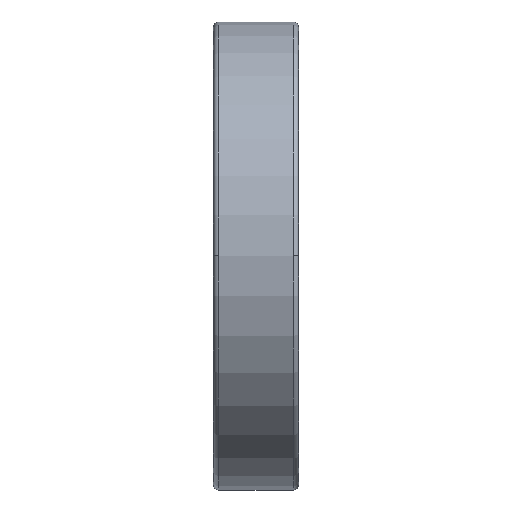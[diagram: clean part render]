
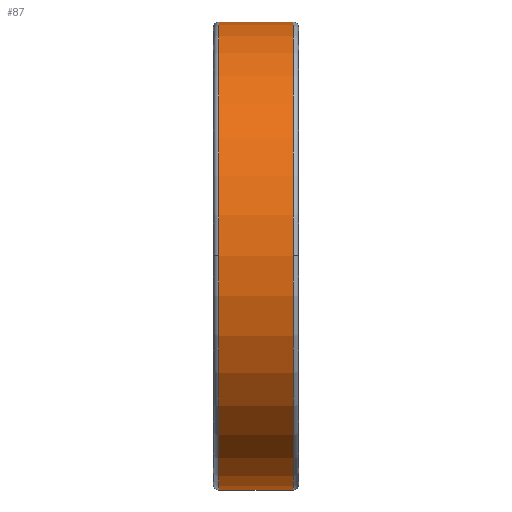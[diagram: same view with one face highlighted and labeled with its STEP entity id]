
A CAD part, top view. The second image highlights one B-rep face of the part: STEP entity #87.
In plain terms, the highlighted cylindrical face has radius 27.5 mm (diameter 55 mm), a partial arc.
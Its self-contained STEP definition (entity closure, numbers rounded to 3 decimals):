
#87=ADVANCED_FACE('',(#257),#258,.T.);
#257=FACE_OUTER_BOUND('',#617,.T.);
#258=CYLINDRICAL_SURFACE('',#618,27.5);
#617=EDGE_LOOP('',(#1031,#1032,#1033,#1034,#1035,#1036));
#618=AXIS2_PLACEMENT_3D('',#1037,#1038,#1039);
#1031=ORIENTED_EDGE('',*,*,#2171,.F.);
#1032=ORIENTED_EDGE('',*,*,#2172,.T.);
#1033=ORIENTED_EDGE('',*,*,#2173,.T.);
#1034=ORIENTED_EDGE('',*,*,#2174,.F.);
#1035=ORIENTED_EDGE('',*,*,#2175,.F.);
#1036=ORIENTED_EDGE('',*,*,#2168,.F.);
#1037=CARTESIAN_POINT('',(5.0,0.0,0.0));
#1038=DIRECTION('',(-1.0,0.0,0.0));
#1039=DIRECTION('',(0.0,1.0,0.0));
#2168=EDGE_CURVE('',#2540,#2542,#2543,.T.);
#2171=EDGE_CURVE('',#2547,#2540,#2548,.T.);
#2172=EDGE_CURVE('',#2547,#2549,#2550,.T.);
#2173=EDGE_CURVE('',#2549,#2551,#2552,.T.);
#2174=EDGE_CURVE('',#2553,#2551,#2554,.T.);
#2175=EDGE_CURVE('',#2542,#2553,#2555,.T.);
#2540=VERTEX_POINT('',#3118);
#2542=VERTEX_POINT('',#3120);
#2543=CIRCLE('',#3121,27.5);
#2547=VERTEX_POINT('',#3125);
#2548=LINE('',#3126,#3127);
#2549=VERTEX_POINT('',#3128);
#2550=CIRCLE('',#3129,27.5);
#2551=VERTEX_POINT('',#3130);
#2552=CIRCLE('',#3131,27.5);
#2553=VERTEX_POINT('',#3132);
#2554=LINE('',#3133,#3134);
#2555=CIRCLE('',#3135,27.5);
#3118=CARTESIAN_POINT('',(9.4,27.5,0.0));
#3120=CARTESIAN_POINT('',(9.4,0.,27.5));
#3121=AXIS2_PLACEMENT_3D('',#4738,#4739,#4740);
#3125=CARTESIAN_POINT('',(0.6,27.5,0.0));
#3126=CARTESIAN_POINT('',(5.0,27.5,0.));
#3127=VECTOR('',#4747,1.0);
#3128=CARTESIAN_POINT('',(0.6,0.,27.5));
#3129=AXIS2_PLACEMENT_3D('',#4748,#4749,#4750);
#3130=CARTESIAN_POINT('',(0.6,-27.5,0.));
#3131=AXIS2_PLACEMENT_3D('',#4751,#4752,#4753);
#3132=CARTESIAN_POINT('',(9.4,-27.5,0.));
#3133=CARTESIAN_POINT('',(5.0,-27.5,0.));
#3134=VECTOR('',#4754,1.0);
#3135=AXIS2_PLACEMENT_3D('',#4755,#4756,#4757);
#4738=CARTESIAN_POINT('',(9.4,0.0,0.0));
#4739=DIRECTION('',(1.0,0.0,0.0));
#4740=DIRECTION('',(0.0,1.0,0.0));
#4747=DIRECTION('',(1.0,0.0,0.0));
#4748=CARTESIAN_POINT('',(0.6,0.0,0.0));
#4749=DIRECTION('',(1.0,0.0,0.0));
#4750=DIRECTION('',(0.0,1.0,0.0));
#4751=CARTESIAN_POINT('',(0.6,0.0,0.0));
#4752=DIRECTION('',(1.0,0.0,0.0));
#4753=DIRECTION('',(0.0,1.0,0.0));
#4754=DIRECTION('',(-1.0,-0.0,-0.0));
#4755=CARTESIAN_POINT('',(9.4,0.0,0.0));
#4756=DIRECTION('',(1.0,0.0,0.0));
#4757=DIRECTION('',(0.0,1.0,0.0));
